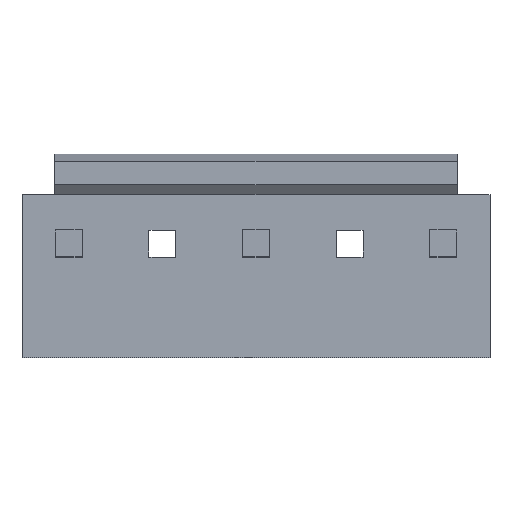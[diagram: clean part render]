
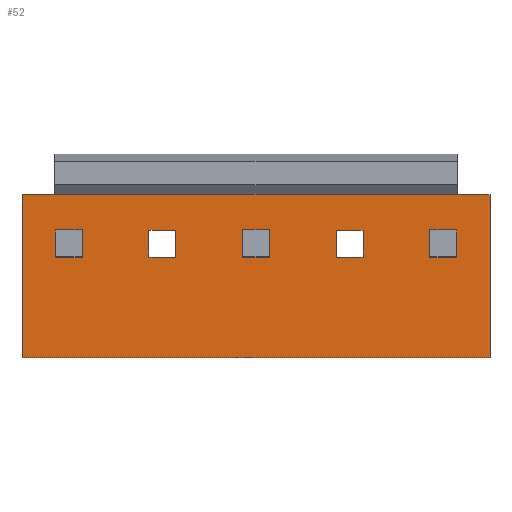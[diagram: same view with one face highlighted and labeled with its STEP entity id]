
A CAD part, top view. The second image highlights one B-rep face of the part: STEP entity #52.
In plain terms, the highlighted planar face has unit normal (0, 0, 1).
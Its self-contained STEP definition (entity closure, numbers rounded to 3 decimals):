
#52=ADVANCED_FACE('',(#117,#118,#119,#120,#121,#122),#123,.T.);
#117=FACE_OUTER_BOUND('',#233,.T.);
#118=FACE_BOUND('',#234,.T.);
#119=FACE_BOUND('',#235,.T.);
#120=FACE_BOUND('',#236,.T.);
#121=FACE_BOUND('',#237,.T.);
#122=FACE_BOUND('',#238,.T.);
#123=PLANE('',#239);
#233=EDGE_LOOP('',(#402,#403,#404,#405,#406,#407));
#234=EDGE_LOOP('',(#408,#409,#410,#411));
#235=EDGE_LOOP('',(#412,#413,#414,#415));
#236=EDGE_LOOP('',(#416,#417,#418,#419));
#237=EDGE_LOOP('',(#420,#421,#422,#423));
#238=EDGE_LOOP('',(#424,#425,#426,#427));
#239=AXIS2_PLACEMENT_3D('',#428,#429,#430);
#402=ORIENTED_EDGE('',*,*,#762,.F.);
#403=ORIENTED_EDGE('',*,*,#759,.T.);
#404=ORIENTED_EDGE('',*,*,#800,.T.);
#405=ORIENTED_EDGE('',*,*,#801,.F.);
#406=ORIENTED_EDGE('',*,*,#764,.F.);
#407=ORIENTED_EDGE('',*,*,#802,.F.);
#408=ORIENTED_EDGE('',*,*,#803,.T.);
#409=ORIENTED_EDGE('',*,*,#804,.F.);
#410=ORIENTED_EDGE('',*,*,#805,.F.);
#411=ORIENTED_EDGE('',*,*,#806,.T.);
#412=ORIENTED_EDGE('',*,*,#807,.T.);
#413=ORIENTED_EDGE('',*,*,#808,.F.);
#414=ORIENTED_EDGE('',*,*,#809,.F.);
#415=ORIENTED_EDGE('',*,*,#810,.T.);
#416=ORIENTED_EDGE('',*,*,#811,.T.);
#417=ORIENTED_EDGE('',*,*,#812,.T.);
#418=ORIENTED_EDGE('',*,*,#813,.F.);
#419=ORIENTED_EDGE('',*,*,#814,.F.);
#420=ORIENTED_EDGE('',*,*,#815,.F.);
#421=ORIENTED_EDGE('',*,*,#816,.F.);
#422=ORIENTED_EDGE('',*,*,#817,.F.);
#423=ORIENTED_EDGE('',*,*,#818,.F.);
#424=ORIENTED_EDGE('',*,*,#819,.F.);
#425=ORIENTED_EDGE('',*,*,#820,.F.);
#426=ORIENTED_EDGE('',*,*,#821,.F.);
#427=ORIENTED_EDGE('',*,*,#822,.F.);
#428=CARTESIAN_POINT('',(-9.9,2.08,0.0));
#429=DIRECTION('',(0.0,0.0,1.0));
#430=DIRECTION('',(1.0,0.0,0.0));
#759=EDGE_CURVE('',#895,#893,#896,.T.);
#762=EDGE_CURVE('',#895,#900,#901,.T.);
#764=EDGE_CURVE('',#903,#904,#905,.T.);
#800=EDGE_CURVE('',#893,#970,#972,.T.);
#801=EDGE_CURVE('',#904,#970,#973,.T.);
#802=EDGE_CURVE('',#900,#903,#974,.T.);
#803=EDGE_CURVE('',#975,#976,#977,.T.);
#804=EDGE_CURVE('',#978,#976,#979,.T.);
#805=EDGE_CURVE('',#980,#978,#981,.T.);
#806=EDGE_CURVE('',#980,#975,#982,.T.);
#807=EDGE_CURVE('',#983,#984,#985,.T.);
#808=EDGE_CURVE('',#986,#984,#987,.T.);
#809=EDGE_CURVE('',#988,#986,#989,.T.);
#810=EDGE_CURVE('',#988,#983,#990,.T.);
#811=EDGE_CURVE('',#991,#992,#993,.T.);
#812=EDGE_CURVE('',#992,#994,#995,.T.);
#813=EDGE_CURVE('',#996,#994,#997,.T.);
#814=EDGE_CURVE('',#991,#996,#998,.T.);
#815=EDGE_CURVE('',#999,#1000,#1001,.T.);
#816=EDGE_CURVE('',#1002,#999,#1003,.T.);
#817=EDGE_CURVE('',#1004,#1002,#1005,.T.);
#818=EDGE_CURVE('',#1000,#1004,#1006,.T.);
#819=EDGE_CURVE('',#1007,#1008,#1009,.T.);
#820=EDGE_CURVE('',#1010,#1007,#1011,.T.);
#821=EDGE_CURVE('',#1012,#1010,#1013,.T.);
#822=EDGE_CURVE('',#1008,#1012,#1014,.T.);
#893=VERTEX_POINT('',#1115);
#895=VERTEX_POINT('',#1118);
#896=LINE('',#1119,#1120);
#900=VERTEX_POINT('',#1126);
#901=LINE('',#1127,#1128);
#903=VERTEX_POINT('',#1131);
#904=VERTEX_POINT('',#1132);
#905=LINE('',#1133,#1134);
#970=VERTEX_POINT('',#1233);
#972=LINE('',#1236,#1237);
#973=LINE('',#1238,#1239);
#974=LINE('',#1240,#1241);
#975=VERTEX_POINT('',#1242);
#976=VERTEX_POINT('',#1243);
#977=LINE('',#1244,#1245);
#978=VERTEX_POINT('',#1246);
#979=LINE('',#1247,#1248);
#980=VERTEX_POINT('',#1249);
#981=LINE('',#1250,#1251);
#982=LINE('',#1252,#1253);
#983=VERTEX_POINT('',#1254);
#984=VERTEX_POINT('',#1255);
#985=LINE('',#1256,#1257);
#986=VERTEX_POINT('',#1258);
#987=LINE('',#1259,#1260);
#988=VERTEX_POINT('',#1261);
#989=LINE('',#1262,#1263);
#990=LINE('',#1264,#1265);
#991=VERTEX_POINT('',#1266);
#992=VERTEX_POINT('',#1267);
#993=LINE('',#1268,#1269);
#994=VERTEX_POINT('',#1270);
#995=LINE('',#1271,#1272);
#996=VERTEX_POINT('',#1273);
#997=LINE('',#1274,#1275);
#998=LINE('',#1276,#1277);
#999=VERTEX_POINT('',#1278);
#1000=VERTEX_POINT('',#1279);
#1001=LINE('',#1280,#1281);
#1002=VERTEX_POINT('',#1282);
#1003=LINE('',#1283,#1284);
#1004=VERTEX_POINT('',#1285);
#1005=LINE('',#1286,#1287);
#1006=LINE('',#1288,#1289);
#1007=VERTEX_POINT('',#1290);
#1008=VERTEX_POINT('',#1291);
#1009=LINE('',#1292,#1293);
#1010=VERTEX_POINT('',#1294);
#1011=LINE('',#1295,#1296);
#1012=VERTEX_POINT('',#1297);
#1013=LINE('',#1298,#1299);
#1014=LINE('',#1300,#1301);
#1115=CARTESIAN_POINT('',(-9.9,-4.82,0.0));
#1118=CARTESIAN_POINT('',(-9.9,2.08,0.0));
#1119=CARTESIAN_POINT('',(-9.9,2.08,0.0));
#1120=VECTOR('',#1467,6.9);
#1126=CARTESIAN_POINT('',(-8.52,2.08,0.0));
#1127=CARTESIAN_POINT('',(-9.9,2.08,0.0));
#1128=VECTOR('',#1470,1.38);
#1131=CARTESIAN_POINT('',(8.52,2.08,0.0));
#1132=CARTESIAN_POINT('',(9.9,2.08,0.0));
#1133=CARTESIAN_POINT('',(8.52,2.08,0.0));
#1134=VECTOR('',#1472,1.38);
#1233=CARTESIAN_POINT('',(9.9,-4.82,0.0));
#1236=CARTESIAN_POINT('',(-9.9,-4.82,0.0));
#1237=VECTOR('',#1508,19.8);
#1238=CARTESIAN_POINT('',(9.9,2.08,0.0));
#1239=VECTOR('',#1509,6.9);
#1240=CARTESIAN_POINT('',(-8.52,2.08,0.0));
#1241=VECTOR('',#1510,17.04);
#1242=CARTESIAN_POINT('',(-8.49,0.57,0.0));
#1243=CARTESIAN_POINT('',(-7.35,0.57,0.0));
#1244=CARTESIAN_POINT('',(-8.49,0.57,0.0));
#1245=VECTOR('',#1511,1.14);
#1246=CARTESIAN_POINT('',(-7.35,-0.57,0.0));
#1247=CARTESIAN_POINT('',(-7.35,-0.57,0.0));
#1248=VECTOR('',#1512,1.14);
#1249=CARTESIAN_POINT('',(-8.49,-0.57,0.0));
#1250=CARTESIAN_POINT('',(-8.49,-0.57,0.0));
#1251=VECTOR('',#1513,1.14);
#1252=CARTESIAN_POINT('',(-8.49,-0.57,0.0));
#1253=VECTOR('',#1514,1.14);
#1254=CARTESIAN_POINT('',(-0.57,0.57,0.0));
#1255=CARTESIAN_POINT('',(0.57,0.57,0.0));
#1256=CARTESIAN_POINT('',(-0.57,0.57,0.0));
#1257=VECTOR('',#1515,1.14);
#1258=CARTESIAN_POINT('',(0.57,-0.57,0.0));
#1259=CARTESIAN_POINT('',(0.57,-0.57,0.0));
#1260=VECTOR('',#1516,1.14);
#1261=CARTESIAN_POINT('',(-0.57,-0.57,0.0));
#1262=CARTESIAN_POINT('',(-0.57,-0.57,0.0));
#1263=VECTOR('',#1517,1.14);
#1264=CARTESIAN_POINT('',(-0.57,-0.57,0.0));
#1265=VECTOR('',#1518,1.14);
#1266=CARTESIAN_POINT('',(7.35,0.57,0.0));
#1267=CARTESIAN_POINT('',(8.49,0.57,0.0));
#1268=CARTESIAN_POINT('',(7.35,0.57,0.0));
#1269=VECTOR('',#1519,1.14);
#1270=CARTESIAN_POINT('',(8.49,-0.57,0.0));
#1271=CARTESIAN_POINT('',(8.49,0.57,0.0));
#1272=VECTOR('',#1520,1.14);
#1273=CARTESIAN_POINT('',(7.35,-0.57,0.0));
#1274=CARTESIAN_POINT('',(7.35,-0.57,0.0));
#1275=VECTOR('',#1521,1.14);
#1276=CARTESIAN_POINT('',(7.35,0.57,0.0));
#1277=VECTOR('',#1522,1.14);
#1278=CARTESIAN_POINT('',(-3.39,0.57,0.0));
#1279=CARTESIAN_POINT('',(-4.53,0.57,0.0));
#1280=CARTESIAN_POINT('',(-3.39,0.57,0.0));
#1281=VECTOR('',#1523,1.14);
#1282=CARTESIAN_POINT('',(-3.39,-0.57,0.0));
#1283=CARTESIAN_POINT('',(-3.39,-0.57,0.0));
#1284=VECTOR('',#1524,1.14);
#1285=CARTESIAN_POINT('',(-4.53,-0.57,0.0));
#1286=CARTESIAN_POINT('',(-4.53,-0.57,0.0));
#1287=VECTOR('',#1525,1.14);
#1288=CARTESIAN_POINT('',(-4.53,0.57,0.0));
#1289=VECTOR('',#1526,1.14);
#1290=CARTESIAN_POINT('',(4.53,0.57,0.0));
#1291=CARTESIAN_POINT('',(3.39,0.57,0.0));
#1292=CARTESIAN_POINT('',(4.53,0.57,0.0));
#1293=VECTOR('',#1527,1.14);
#1294=CARTESIAN_POINT('',(4.53,-0.57,0.0));
#1295=CARTESIAN_POINT('',(4.53,-0.57,0.0));
#1296=VECTOR('',#1528,1.14);
#1297=CARTESIAN_POINT('',(3.39,-0.57,0.0));
#1298=CARTESIAN_POINT('',(3.39,-0.57,0.0));
#1299=VECTOR('',#1529,1.14);
#1300=CARTESIAN_POINT('',(3.39,0.57,0.0));
#1301=VECTOR('',#1530,1.14);
#1467=DIRECTION('',(0.0,-1.0,0.0));
#1470=DIRECTION('',(1.0,0.0,0.0));
#1472=DIRECTION('',(1.0,0.0,0.0));
#1508=DIRECTION('',(1.0,0.0,0.0));
#1509=DIRECTION('',(0.0,-1.0,0.0));
#1510=DIRECTION('',(1.0,0.0,0.0));
#1511=DIRECTION('',(1.0,0.0,0.0));
#1512=DIRECTION('',(0.0,1.0,0.0));
#1513=DIRECTION('',(1.0,0.0,0.0));
#1514=DIRECTION('',(0.0,1.0,0.0));
#1515=DIRECTION('',(1.0,0.0,0.0));
#1516=DIRECTION('',(0.0,1.0,0.0));
#1517=DIRECTION('',(1.0,0.0,0.0));
#1518=DIRECTION('',(0.0,1.0,0.0));
#1519=DIRECTION('',(1.0,0.0,0.0));
#1520=DIRECTION('',(0.0,-1.0,0.0));
#1521=DIRECTION('',(1.0,0.0,0.0));
#1522=DIRECTION('',(0.0,-1.0,0.0));
#1523=DIRECTION('',(-1.0,0.0,0.0));
#1524=DIRECTION('',(0.0,1.0,0.0));
#1525=DIRECTION('',(1.0,0.0,0.0));
#1526=DIRECTION('',(0.0,-1.0,0.0));
#1527=DIRECTION('',(-1.0,0.0,0.0));
#1528=DIRECTION('',(0.0,1.0,0.0));
#1529=DIRECTION('',(1.0,0.0,0.0));
#1530=DIRECTION('',(0.0,-1.0,0.0));
